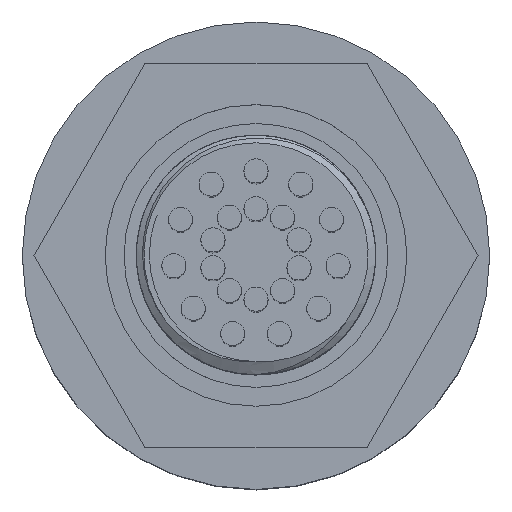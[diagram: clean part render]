
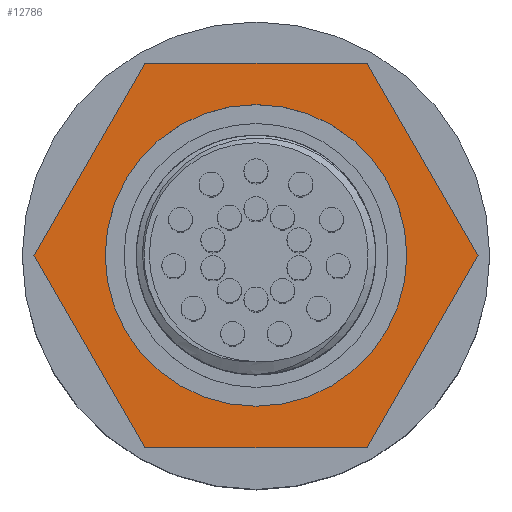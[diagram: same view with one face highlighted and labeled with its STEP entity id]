
A CAD part, top view. The second image highlights one B-rep face of the part: STEP entity #12786.
In plain terms, the highlighted planar face has unit normal (0, 0, 1).
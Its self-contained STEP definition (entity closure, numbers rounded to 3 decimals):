
#217=FACE_BOUND($,#2802,.T.);
#218=FACE_BOUND($,#2803,.T.);
#403=CIRCLE($,#13375,10.);
#2802=EDGE_LOOP($,(#10978));
#2803=EDGE_LOOP($,(#10979,#10980,#10981,#10982,#10983,#10984));
#3881=LINE($,#25400,#4875);
#3882=LINE($,#25402,#4876);
#3883=LINE($,#25404,#4877);
#3884=LINE($,#25406,#4878);
#3885=LINE($,#25408,#4879);
#3886=LINE($,#25409,#4880);
#4875=VECTOR($,#15502,14.722);
#4876=VECTOR($,#15503,14.722);
#4877=VECTOR($,#15504,14.722);
#4878=VECTOR($,#15505,14.722);
#4879=VECTOR($,#15506,14.722);
#4880=VECTOR($,#15507,14.722);
#6030=VERTEX_POINT($,#25394);
#6031=VERTEX_POINT($,#25398);
#6032=VERTEX_POINT($,#25399);
#6033=VERTEX_POINT($,#25401);
#6034=VERTEX_POINT($,#25403);
#6035=VERTEX_POINT($,#25405);
#6036=VERTEX_POINT($,#25407);
#7707=EDGE_CURVE($,#6030,#6030,#403,.T.);
#7708=EDGE_CURVE($,#6031,#6032,#3881,.T.);
#7709=EDGE_CURVE($,#6033,#6031,#3882,.T.);
#7710=EDGE_CURVE($,#6034,#6033,#3883,.T.);
#7711=EDGE_CURVE($,#6035,#6034,#3884,.T.);
#7712=EDGE_CURVE($,#6036,#6035,#3885,.T.);
#7713=EDGE_CURVE($,#6032,#6036,#3886,.T.);
#10978=ORIENTED_EDGE($,*,*,#7707,.T.);
#10979=ORIENTED_EDGE($,*,*,#7708,.F.);
#10980=ORIENTED_EDGE($,*,*,#7709,.F.);
#10981=ORIENTED_EDGE($,*,*,#7710,.F.);
#10982=ORIENTED_EDGE($,*,*,#7711,.F.);
#10983=ORIENTED_EDGE($,*,*,#7712,.F.);
#10984=ORIENTED_EDGE($,*,*,#7713,.F.);
#11444=PLANE($,#13377);
#12786=ADVANCED_FACE($,(#217,#218),#11444,.T.);
#13375=AXIS2_PLACEMENT_3D($,#25395,#15496,#15497);
#13377=AXIS2_PLACEMENT_3D($,#25397,#15500,#15501);
#15496=DIRECTION('center_axis',(0.,0.,
-1.));
#15497=DIRECTION('ref_axis',(-1.,0.,0.));
#15500=DIRECTION('center_axis',(0.,0.,
1.));
#15501=DIRECTION('ref_axis',(1.,0.,0.));
#15502=DIRECTION($,(1.,0.,0.));
#15503=DIRECTION($,(0.5,0.866,0.));
#15504=DIRECTION($,(-0.5,0.866,0.));
#15505=DIRECTION($,(-1.,0.,0.));
#15506=DIRECTION($,(-0.5,-0.866,0.));
#15507=DIRECTION($,(0.5,-0.866,0.));
#25394=CARTESIAN_POINT('',(10.,0.,31.5));
#25395=CARTESIAN_POINT('Origin',(0.,0.,
31.5));
#25397=CARTESIAN_POINT('Origin',(0.,0.,
31.5));
#25398=CARTESIAN_POINT('',(-7.361,12.75,31.5));
#25399=CARTESIAN_POINT('',(7.361,12.75,31.5));
#25400=CARTESIAN_POINT($,(-7.361,12.75,31.5));
#25401=CARTESIAN_POINT('',(-14.722,0.,31.5));
#25402=CARTESIAN_POINT($,(-14.722,0.,31.5));
#25403=CARTESIAN_POINT('',(-7.361,-12.75,31.5));
#25404=CARTESIAN_POINT($,(-7.361,-12.75,31.5));
#25405=CARTESIAN_POINT('',(7.361,-12.75,31.5));
#25406=CARTESIAN_POINT($,(7.361,-12.75,31.5));
#25407=CARTESIAN_POINT('',(14.722,0.,31.5));
#25408=CARTESIAN_POINT($,(14.722,0.,31.5));
#25409=CARTESIAN_POINT($,(7.361,12.75,31.5));
